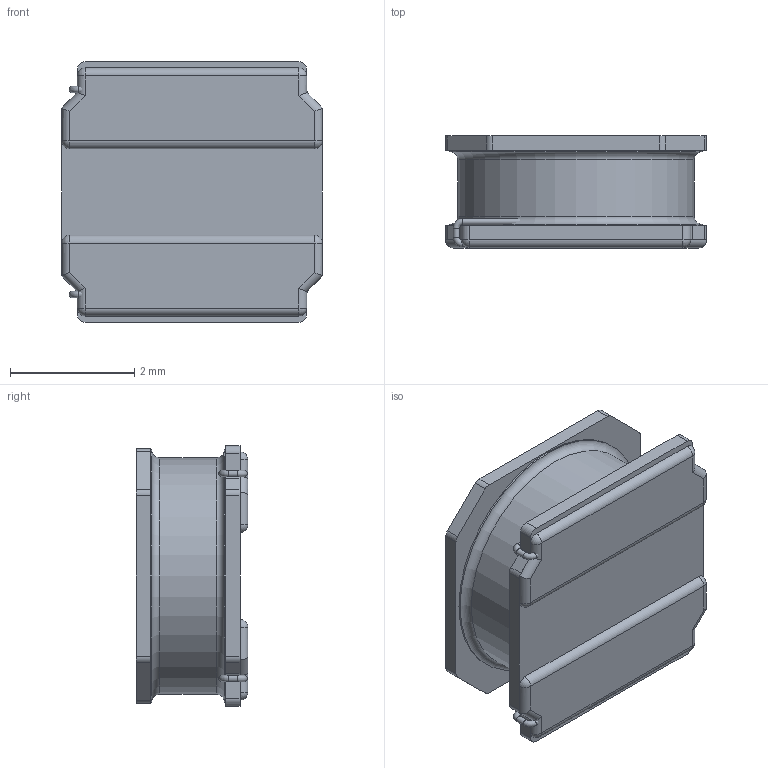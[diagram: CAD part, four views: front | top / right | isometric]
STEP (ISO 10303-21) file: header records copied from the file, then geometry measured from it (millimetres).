
FILE_DESCRIPTION(/* description */ ('Alibre Inc.'),/* implementation_level */ '2;1');
FILE_NAME(/* name */ 'export-0B20EFFA-DC7C-4292-9F6C-C59E5A1916C4',/* time_stamp */ '2019-12-27T08:38:39-06:00',/* author */ (''),/* organization */ (''),/* preprocessor_version */ 'ST-DEVELOPER v17',/* originating_system */ 'Alibre',/* authorisation */ '');
FILE_SCHEMA (('AUTOMOTIVE_DESIGN'));
Length unit declared in the file: millimetre
Bounding box: 4.2 x 1.8 x 4.2 mm (x, y, z)
Volume: 13.2 mm3; surface area: 138.1 mm2
Topology: 6 solids, 6 shells, 95 faces, 231 edges, 142 vertices
Faces by surface type: cylinder 46, plane 34, sphere 8, torus 6, cone 1
Full cylindrical faces by diameter (mm): 0.102 x6, 1.148 x1, 3.81 x1, 4.064 x2
Entity records: 2749 total; most frequent: DIRECTION 444, CARTESIAN_POINT 433, ORIENTED_EDGE 412, EDGE_CURVE 206, AXIS2_PLACEMENT_3D 187, VERTEX_POINT 142, EDGE_LOOP 116, FACE_BOUND 116
